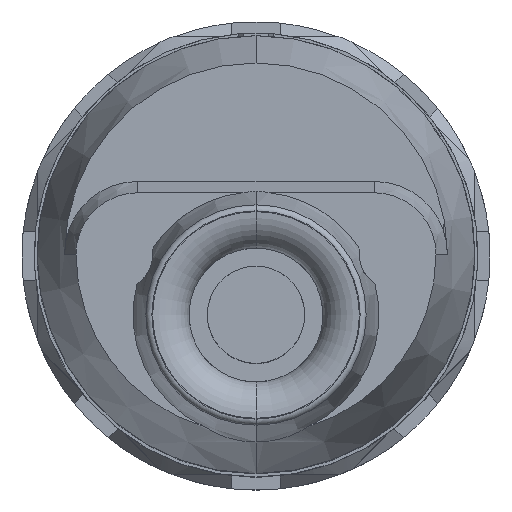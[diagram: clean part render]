
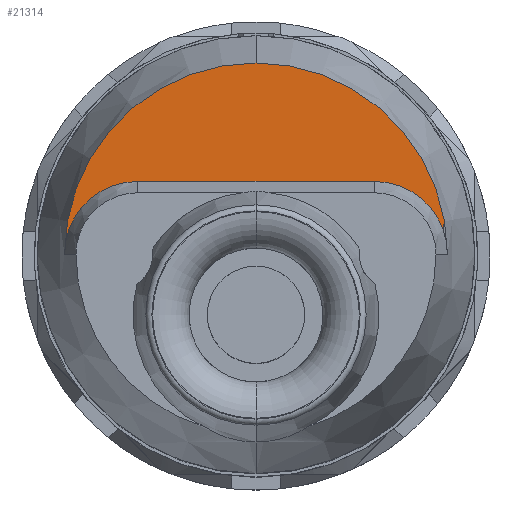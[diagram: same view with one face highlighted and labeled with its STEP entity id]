
A CAD part, top view. The second image highlights one B-rep face of the part: STEP entity #21314.
In plain terms, the highlighted planar face has unit normal (0, 0, 1).
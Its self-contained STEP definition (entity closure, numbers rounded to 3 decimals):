
#3213 = CARTESIAN_POINT ( 'NONE',  ( -15.742, 0., 35. ) ) ;
#4697 = EDGE_CURVE ( 'NONE', #62642, #5326, #38346, .T. ) ;
#5326 = VERTEX_POINT ( 'NONE', #14691 ) ;
#7185 = CARTESIAN_POINT ( 'NONE',  ( 15.742, 0., 35. ) ) ;
#11137 = DIRECTION ( 'NONE',  ( 1., 0., 0. ) ) ;
#11386 = DIRECTION ( 'NONE',  ( 0., 0., -1. ) ) ;
#11639 = CIRCLE ( 'NONE', #19173, 6. ) ;
#11816 = EDGE_CURVE ( 'NONE', #41866, #23070, #11639, .T. ) ;
#12435 = AXIS2_PLACEMENT_3D ( 'NONE', #49946, #19372, #55055 ) ;
#13772 = DIRECTION ( 'NONE',  ( 1., 0., 0. ) ) ;
#14691 = CARTESIAN_POINT ( 'NONE',  ( 0., -15.742, 35. ) ) ;
#16948 = ORIENTED_EDGE ( 'NONE', *, *, #19869, .T. ) ;
#16977 = DIRECTION ( 'NONE',  ( 0., 0., 1. ) ) ;
#18289 = VERTEX_POINT ( 'NONE', #43714 ) ;
#19173 = AXIS2_PLACEMENT_3D ( 'NONE', #31502, #16977, #11137 ) ;
#19372 = DIRECTION ( 'NONE',  ( 0., 0., -1. ) ) ;
#19869 = EDGE_CURVE ( 'NONE', #18289, #5326, #63274, .T. ) ;
#19874 = EDGE_LOOP ( 'NONE', ( #65811, #39825, #16948, #28074, #60485 ) ) ;
#21314 = ADVANCED_FACE ( 'NONE', ( #32021 ), #29005, .T. ) ;
#23070 = VERTEX_POINT ( 'NONE', #41223 ) ;
#23834 = DIRECTION ( 'NONE',  ( 0., 0., -1. ) ) ;
#24749 = EDGE_CURVE ( 'NONE', #41866, #18289, #65835, .T. ) ;
#26553 = AXIS2_PLACEMENT_3D ( 'NONE', #3213, #44365, #13772 ) ;
#28074 = ORIENTED_EDGE ( 'NONE', *, *, #4697, .F. ) ;
#29005 = PLANE ( 'NONE',  #26553 ) ;
#31502 = CARTESIAN_POINT ( 'NONE',  ( 0., 9.742, 35. ) ) ;
#32021 = FACE_OUTER_BOUND ( 'NONE', #19874, .T. ) ;
#38346 = CIRCLE ( 'NONE', #51344, 15.742 ) ;
#38546 = CARTESIAN_POINT ( 'NONE',  ( 6., 9.742, 35. ) ) ;
#39825 = ORIENTED_EDGE ( 'NONE', *, *, #24749, .T. ) ;
#40824 = EDGE_CURVE ( 'NONE', #23070, #62642, #58143, .T. ) ;
#41223 = CARTESIAN_POINT ( 'NONE',  ( 0., 15.742, 35. ) ) ;
#41866 = VERTEX_POINT ( 'NONE', #38546 ) ;
#42020 = DIRECTION ( 'NONE',  ( -1., 0., 0. ) ) ;
#43209 = AXIS2_PLACEMENT_3D ( 'NONE', #54384, #23834, #59488 ) ;
#43714 = CARTESIAN_POINT ( 'NONE',  ( 6., -9.742, 35. ) ) ;
#44365 = DIRECTION ( 'NONE',  ( 0., 0., 1. ) ) ;
#47176 = CARTESIAN_POINT ( 'NONE',  ( 0., 0., 35. ) ) ;
#49946 = CARTESIAN_POINT ( 'NONE',  ( 0., 0., 35. ) ) ;
#51344 = AXIS2_PLACEMENT_3D ( 'NONE', #47176, #11386, #42020 ) ;
#52285 = VECTOR ( 'NONE', #54931, 1000. ) ;
#54384 = CARTESIAN_POINT ( 'NONE',  ( 0., -9.742, 35. ) ) ;
#54706 = CARTESIAN_POINT ( 'NONE',  ( 6., 9.742, 35. ) ) ;
#54931 = DIRECTION ( 'NONE',  ( 0., -1., 0. ) ) ;
#55055 = DIRECTION ( 'NONE',  ( -1., 0., 0. ) ) ;
#58143 = CIRCLE ( 'NONE', #12435, 15.742 ) ;
#59488 = DIRECTION ( 'NONE',  ( -1., 0., 0. ) ) ;
#60485 = ORIENTED_EDGE ( 'NONE', *, *, #40824, .F. ) ;
#62642 = VERTEX_POINT ( 'NONE', #7185 ) ;
#63274 = CIRCLE ( 'NONE', #43209, 6. ) ;
#65811 = ORIENTED_EDGE ( 'NONE', *, *, #11816, .F. ) ;
#65835 = LINE ( 'NONE', #54706, #52285 ) ;
